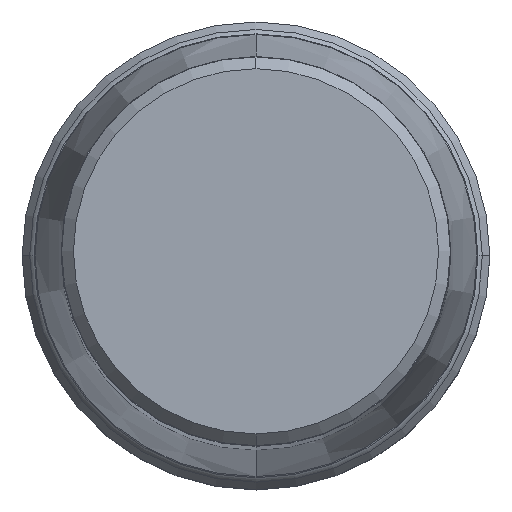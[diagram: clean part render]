
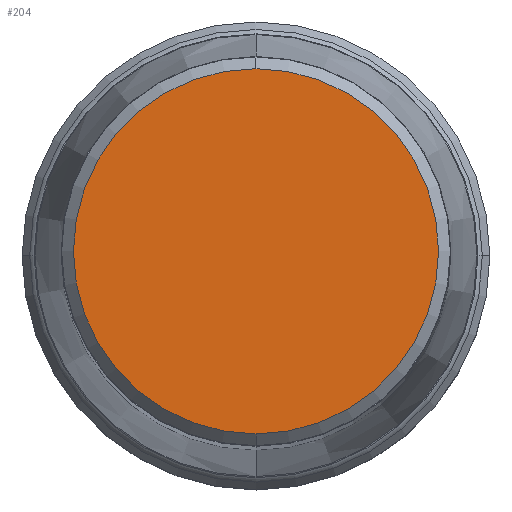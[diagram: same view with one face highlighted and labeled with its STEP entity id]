
A CAD part, top view. The second image highlights one B-rep face of the part: STEP entity #204.
In plain terms, the highlighted planar face has unit normal (0, 0, 1).
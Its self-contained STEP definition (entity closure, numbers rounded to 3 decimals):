
#141=FACE_OUTER_BOUND('',#285,.T.);
#204=ADVANCED_FACE('',(#141),#227,.F.);
#227=PLANE('',#1204);
#285=EDGE_LOOP('',(#486,#487));
#486=ORIENTED_EDGE('',*,*,#732,.T.);
#487=ORIENTED_EDGE('',*,*,#736,.T.);
#619=VERTEX_POINT('',#1850);
#620=VERTEX_POINT('',#1852);
#732=EDGE_CURVE('',#620,#619,#846,.T.);
#736=EDGE_CURVE('',#619,#620,#849,.T.);
#846=CIRCLE('',#1197,14.875);
#849=CIRCLE('',#1202,14.875);
#1197=AXIS2_PLACEMENT_3D('',#1851,#1524,#1525);
#1202=AXIS2_PLACEMENT_3D('',#1859,#1535,#1536);
#1204=AXIS2_PLACEMENT_3D('',#1861,#1539,#1540);
#1524=DIRECTION('',(0.,0.,1.));
#1525=DIRECTION('',(0.,1.,0.));
#1535=DIRECTION('',(0.,0.,1.));
#1536=DIRECTION('',(0.,-1.,0.));
#1539=DIRECTION('',(0.,0.,-1.));
#1540=DIRECTION('',(0.,1.,0.));
#1850=CARTESIAN_POINT('',(0.,-14.875,0.));
#1851=CARTESIAN_POINT('',(0.,0.,0.));
#1852=CARTESIAN_POINT('',(0.,14.875,0.));
#1859=CARTESIAN_POINT('',(0.,0.,0.));
#1861=CARTESIAN_POINT('',(0.,0.,0.));
